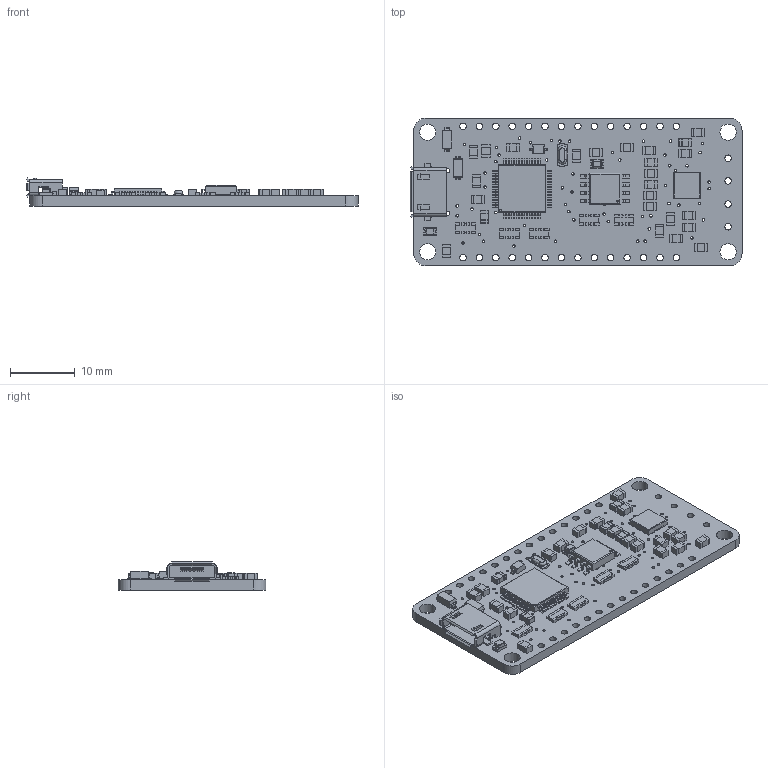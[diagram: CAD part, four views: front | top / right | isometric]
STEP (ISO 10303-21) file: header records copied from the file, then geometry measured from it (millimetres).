
FILE_DESCRIPTION(/* description */ (''),/* implementation_level */ '2;1');
FILE_NAME(/* name */ 'Adafruit EZ-SFX with Amp.step',/* time_stamp */ '2020-03-20T13:23:15-04:00',/* author */ (''),/* organization */ (''),/* preprocessor_version */ 'ST-DEVELOPER v18',/* originating_system */ 'Autodesk Translation Framework v8.12.0.6',/* authorisation */ '');
FILE_SCHEMA (('AUTOMOTIVE_DESIGN { 1 0 10303 214 3 1 1 }'));
Length unit declared in the file: millimetre
Products named in the file (15): Adafruit EZ-SFX with Amp; PCB Component; Board;  MX25L1606; Micro B; 1µF; 10uF; VS1000; 1N4148; 100K; RED; 12MHz; MBR120; TS2012; ferrite
Assembly tree (42 placements, depth 3):
  Adafruit EZ-SFX with Amp
    PCB Component
      Board
       MX25L1606
      Micro B
      1µF  x20
      10uF  x3
      VS1000
      1N4148
      100K  x5
      RED  x2
      12MHz
      MBR120  x2
      TS2012
      ferrite  x2
Bounding box: 51.38 x 22.86 x 4.34 mm (x, y, z)
Volume: 1980.1 mm3; surface area: 3939.8 mm2
Topology: 61 solids, 61 shells, 2530 faces, 6818 edges, 4362 vertices
Faces by surface type: plane 1849, cylinder 591, sphere 88, torus 2
Full cylindrical faces by diameter (mm): 0.3 x2, 0.394 x69, 0.4 x4, 0.7 x4, 1 x4, 1.016 x28, 2.5 x4
Entity records: 57070 total; most frequent: CARTESIAN_POINT 9630, ORIENTED_EDGE 9474, DIRECTION 9331, EDGE_CURVE 4737, LINE 3717, VECTOR 3717, VERTEX_POINT 3090, AXIS2_PLACEMENT_3D 2807
